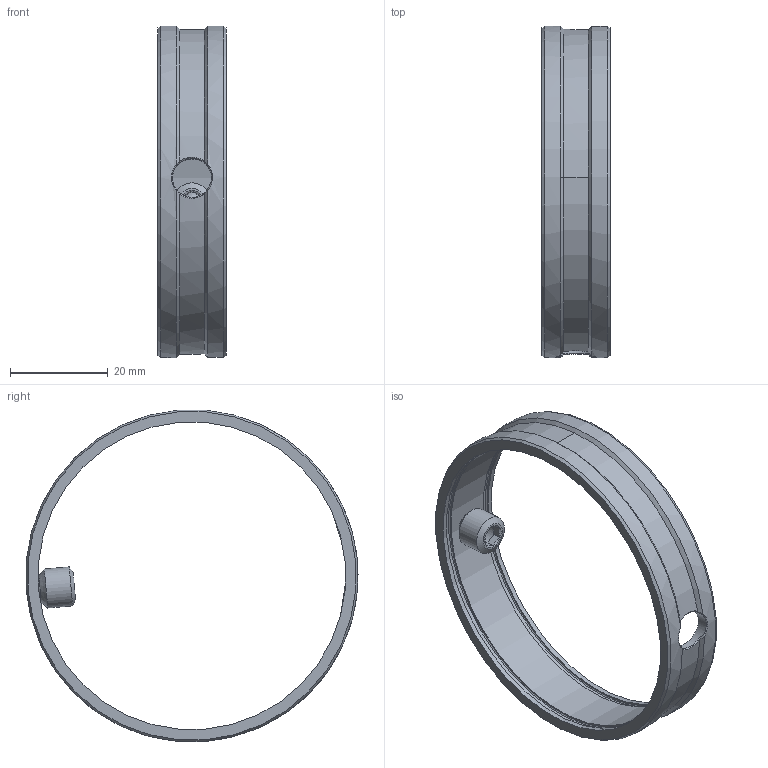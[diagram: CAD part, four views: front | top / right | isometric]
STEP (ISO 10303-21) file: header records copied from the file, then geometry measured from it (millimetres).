
FILE_DESCRIPTION(/* description */ ('Alibre Inc.'),/* implementation_level */ '2;1');
FILE_NAME(/* name */ 'export-99210610-6C6A-4B61-AA4E-CA67C8FAF996',/* time_stamp */ '2023-12-28T14:48:55+01:00',/* author */ (''),/* organization */ (''),/* preprocessor_version */ 'ST-DEVELOPER v17',/* originating_system */ 'Alibre',/* authorisation */ '');
FILE_SCHEMA (('AUTOMOTIVE_DESIGN'));
Length unit declared in the file: millimetre
Products named in the file (3): tred1818EE4Ctma2
Bounding box: 14 x 67.94 x 67.88 mm (x, y, z)
Volume: 6218.4 mm3; surface area: 7468.5 mm2
Topology: 2 solids, 2 shells, 52 faces, 147 edges, 104 vertices
Faces by surface type: plane 15, cylinder 13, cone 10, bspline 8, torus 4, sphere 2
Full cylindrical faces by diameter (mm): 4.8 x1, 5.3 x1, 8 x2, 63 x3, 64 x2, 68 x2
Entity records: 2177 total; most frequent: CARTESIAN_POINT 923, ORIENTED_EDGE 290, DIRECTION 183, EDGE_CURVE 145, VERTEX_POINT 104, AXIS2_PLACEMENT_3D 85, EDGE_LOOP 63, FACE_BOUND 63
